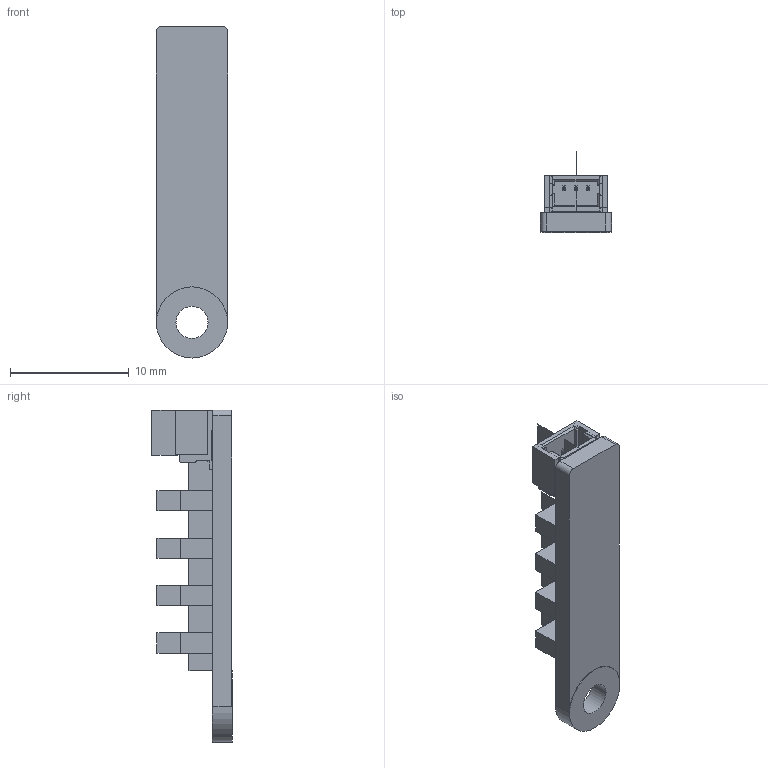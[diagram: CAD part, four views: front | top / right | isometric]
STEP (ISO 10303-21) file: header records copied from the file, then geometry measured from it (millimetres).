
FILE_DESCRIPTION((''),'2;1');
FILE_NAME('_PCBA0001_ASM','2025-02-19T10:04:36',('qinghui.yi'),(''),'CREO PARAMETRIC BY PTC INC, 2023154','CREO PARAMETRIC BY PTC INC, 2023154','');
FILE_SCHEMA(('CONFIG_CONTROL_DESIGN'));
Length unit declared in the file: millimetre
Products named in the file (4): _PCB0001; 1_0-3PIN; 0_8-4PIN-00; _PCBA0001_ASM
Assembly tree (6 placements, depth 2):
  _PCBA0001_ASM
    _PCB0001
    1_0-3PIN
    0_8-4PIN-00  x4
Bounding box: 6 x 6.79 x 28 mm (x, y, z)
Volume: 358.5 mm3; surface area: 1001.9 mm2
Topology: 6 solids, 12 shells, 257 faces, 688 edges, 454 vertices
Faces by surface type: plane 217, cylinder 40
Entity records: 7072 total; most frequent: CARTESIAN_POINT 1245, ORIENTED_EDGE 1196, DIRECTION 1156, EDGE_CURVE 604, VECTOR 522, LINE 522, VERTEX_POINT 394, AXIS2_PLACEMENT_3D 317
